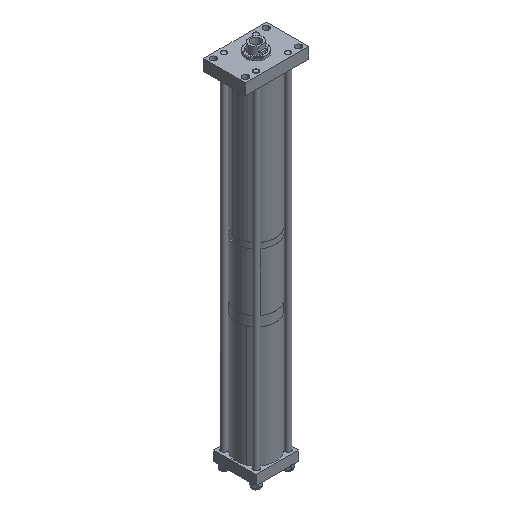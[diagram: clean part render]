
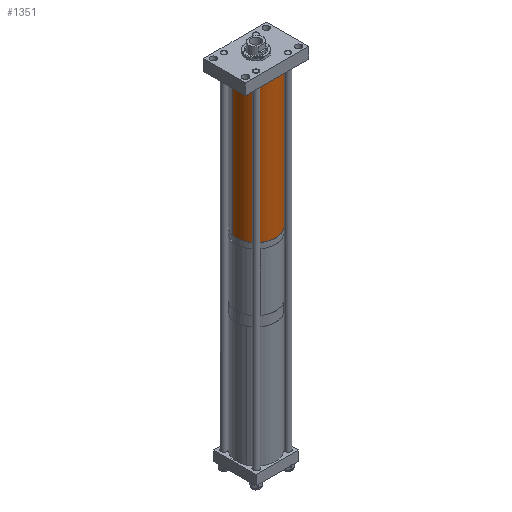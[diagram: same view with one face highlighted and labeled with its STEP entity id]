
A CAD part, isometric view. The second image highlights one B-rep face of the part: STEP entity #1351.
In plain terms, the highlighted cylindrical face has radius 88.9 mm (diameter 177.8 mm), a partial arc.
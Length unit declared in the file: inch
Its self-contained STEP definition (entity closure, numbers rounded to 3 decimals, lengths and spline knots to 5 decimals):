
#79 = DIRECTION ( 'NONE',  ( 0., 0., -1. ) ) ;
#231 = AXIS2_PLACEMENT_3D ( 'NONE', #3528, #3557, #3664 ) ;
#434 = VECTOR ( 'NONE', #4230, 39.37008 ) ;
#1286 = CARTESIAN_POINT ( 'NONE',  ( 3.5, 0., 24.85 ) ) ;
#1351 = ADVANCED_FACE ( 'NONE', ( #2690 ), #2584, .T. ) ;
#1463 = CARTESIAN_POINT ( 'NONE',  ( -3.5, 0., 0. ) ) ;
#1543 = AXIS2_PLACEMENT_3D ( 'NONE', #4252, #5704, #3380 ) ;
#1584 = ORIENTED_EDGE ( 'NONE', *, *, #5397, .F. ) ;
#2516 = CARTESIAN_POINT ( 'NONE',  ( 3.5, 0., 0. ) ) ;
#2584 = CYLINDRICAL_SURFACE ( 'NONE', #5111, 3.5 ) ;
#2690 = FACE_OUTER_BOUND ( 'NONE', #8648, .T. ) ;
#2782 = EDGE_CURVE ( 'NONE', #3647, #7840, #3776, .T. ) ;
#3380 = DIRECTION ( 'NONE',  ( 1., 0., 0. ) ) ;
#3389 = EDGE_CURVE ( 'NONE', #5629, #3623, #8394, .T. ) ;
#3528 = CARTESIAN_POINT ( 'NONE',  ( 0., 0., 24.85 ) ) ;
#3557 = DIRECTION ( 'NONE',  ( 0., 0., 1. ) ) ;
#3623 = VERTEX_POINT ( 'NONE', #2516 ) ;
#3647 = VERTEX_POINT ( 'NONE', #4163 ) ;
#3664 = DIRECTION ( 'NONE',  ( 1., 0., 0. ) ) ;
#3776 = LINE ( 'NONE', #4142, #4412 ) ;
#4142 = CARTESIAN_POINT ( 'NONE',  ( -3.5, 0., 24.85 ) ) ;
#4163 = CARTESIAN_POINT ( 'NONE',  ( -3.5, 0., 24.85 ) ) ;
#4204 = CIRCLE ( 'NONE', #1543, 3.5 ) ;
#4230 = DIRECTION ( 'NONE',  ( 0., 0., -1. ) ) ;
#4252 = CARTESIAN_POINT ( 'NONE',  ( 0., 0., 0. ) ) ;
#4370 = DIRECTION ( 'NONE',  ( 0., 0., -1. ) ) ;
#4412 = VECTOR ( 'NONE', #79, 39.37008 ) ;
#5111 = AXIS2_PLACEMENT_3D ( 'NONE', #5825, #4370, #6725 ) ;
#5397 = EDGE_CURVE ( 'NONE', #5629, #3647, #5958, .T. ) ;
#5629 = VERTEX_POINT ( 'NONE', #9540 ) ;
#5704 = DIRECTION ( 'NONE',  ( 0., 0., 1. ) ) ;
#5825 = CARTESIAN_POINT ( 'NONE',  ( 0., 0., 24.85 ) ) ;
#5958 = CIRCLE ( 'NONE', #231, 3.5 ) ;
#6725 = DIRECTION ( 'NONE',  ( -1., 0., 0. ) ) ;
#6791 = ORIENTED_EDGE ( 'NONE', *, *, #2782, .F. ) ;
#6816 = EDGE_CURVE ( 'NONE', #3623, #7840, #4204, .T. ) ;
#7840 = VERTEX_POINT ( 'NONE', #1463 ) ;
#8394 = LINE ( 'NONE', #1286, #434 ) ;
#8648 = EDGE_LOOP ( 'NONE', ( #1584, #9546, #8789, #6791 ) ) ;
#8789 = ORIENTED_EDGE ( 'NONE', *, *, #6816, .T. ) ;
#9540 = CARTESIAN_POINT ( 'NONE',  ( 3.5, 0., 24.85 ) ) ;
#9546 = ORIENTED_EDGE ( 'NONE', *, *, #3389, .T. ) ;
